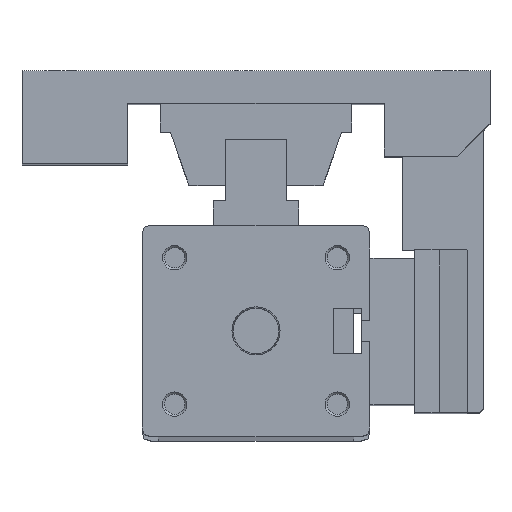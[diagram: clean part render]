
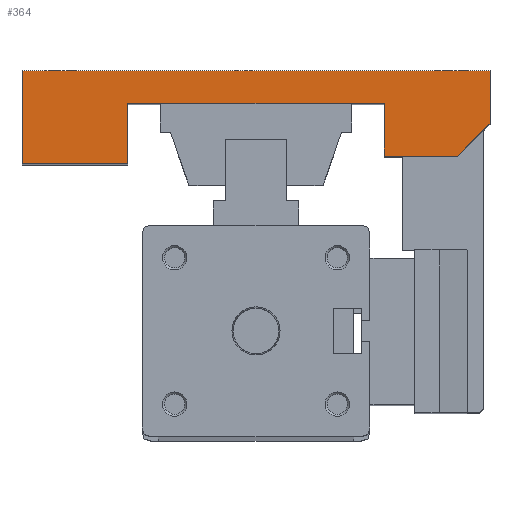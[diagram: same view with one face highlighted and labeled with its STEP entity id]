
A CAD part, top view. The second image highlights one B-rep face of the part: STEP entity #364.
In plain terms, the highlighted planar face has unit normal (0, 0, 1).
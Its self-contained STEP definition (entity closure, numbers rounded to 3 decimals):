
#364 = ADVANCED_FACE( '', ( #861 ), #862, .T. );
#861 = FACE_OUTER_BOUND( '', #1400, .T. );
#862 = PLANE( '', #1401 );
#1400 = EDGE_LOOP( '', ( #2884, #2885, #2886, #2887, #2888, #2889, #2890, #2891, #2892 ) );
#1401 = AXIS2_PLACEMENT_3D( '', #2893, #2894, #2895 );
#2884 = ORIENTED_EDGE( '', *, *, #3588, .T. );
#2885 = ORIENTED_EDGE( '', *, *, #3589, .T. );
#2886 = ORIENTED_EDGE( '', *, *, #3590, .T. );
#2887 = ORIENTED_EDGE( '', *, *, #3591, .T. );
#2888 = ORIENTED_EDGE( '', *, *, #3592, .T. );
#2889 = ORIENTED_EDGE( '', *, *, #3593, .T. );
#2890 = ORIENTED_EDGE( '', *, *, #3594, .T. );
#2891 = ORIENTED_EDGE( '', *, *, #3595, .T. );
#2892 = ORIENTED_EDGE( '', *, *, #3596, .T. );
#2893 = CARTESIAN_POINT( '', ( 0., 0., 95. ) );
#2894 = DIRECTION( '', ( 0., 0., 1. ) );
#2895 = DIRECTION( '', ( 1., 0., 0. ) );
#3588 = EDGE_CURVE( '', #4395, #4396, #4397, .T. );
#3589 = EDGE_CURVE( '', #4396, #4398, #4399, .T. );
#3590 = EDGE_CURVE( '', #4398, #4400, #4401, .T. );
#3591 = EDGE_CURVE( '', #4400, #4402, #4403, .T. );
#3592 = EDGE_CURVE( '', #4402, #4404, #4405, .T. );
#3593 = EDGE_CURVE( '', #4404, #4406, #4407, .T. );
#3594 = EDGE_CURVE( '', #4406, #4408, #4409, .T. );
#3595 = EDGE_CURVE( '', #4408, #4410, #4411, .T. );
#3596 = EDGE_CURVE( '', #4410, #4395, #4412, .T. );
#4395 = VERTEX_POINT( '', #5592 );
#4396 = VERTEX_POINT( '', #5593 );
#4397 = LINE( '', #5594, #5595 );
#4398 = VERTEX_POINT( '', #5596 );
#4399 = LINE( '', #5597, #5598 );
#4400 = VERTEX_POINT( '', #5599 );
#4401 = LINE( '', #5600, #5601 );
#4402 = VERTEX_POINT( '', #5602 );
#4403 = LINE( '', #5603, #5604 );
#4404 = VERTEX_POINT( '', #5605 );
#4405 = LINE( '', #5606, #5607 );
#4406 = VERTEX_POINT( '', #5608 );
#4407 = LINE( '', #5609, #5610 );
#4408 = VERTEX_POINT( '', #5611 );
#4409 = LINE( '', #5612, #5613 );
#4410 = VERTEX_POINT( '', #5614 );
#4411 = LINE( '', #5615, #5616 );
#4412 = LINE( '', #5617, #5618 );
#5592 = CARTESIAN_POINT( '', ( -57.5, 64., 95. ) );
#5593 = CARTESIAN_POINT( '', ( -57.5, 41.11, 95. ) );
#5594 = CARTESIAN_POINT( '', ( -57.5, 64., 95. ) );
#5595 = VECTOR( '', #6374, 1000. );
#5596 = CARTESIAN_POINT( '', ( -31.5, 41.11, 95. ) );
#5597 = CARTESIAN_POINT( '', ( -57.5, 41.11, 95. ) );
#5598 = VECTOR( '', #6375, 1000. );
#5599 = CARTESIAN_POINT( '', ( -31.5, 56., 95. ) );
#5600 = CARTESIAN_POINT( '', ( -31.5, 41.11, 95. ) );
#5601 = VECTOR( '', #6376, 1000. );
#5602 = CARTESIAN_POINT( '', ( 31.5, 56., 95. ) );
#5603 = CARTESIAN_POINT( '', ( -31.5, 56., 95. ) );
#5604 = VECTOR( '', #6377, 1000. );
#5605 = CARTESIAN_POINT( '', ( 31.5, 43., 95. ) );
#5606 = CARTESIAN_POINT( '', ( 31.5, 56., 95. ) );
#5607 = VECTOR( '', #6378, 1000. );
#5608 = CARTESIAN_POINT( '', ( 49.5, 43., 95. ) );
#5609 = CARTESIAN_POINT( '', ( 31.5, 43., 95. ) );
#5610 = VECTOR( '', #6379, 1000. );
#5611 = CARTESIAN_POINT( '', ( 57.5, 51., 95. ) );
#5612 = CARTESIAN_POINT( '', ( 49.5, 43., 95. ) );
#5613 = VECTOR( '', #6380, 1000. );
#5614 = CARTESIAN_POINT( '', ( 57.5, 64., 95. ) );
#5615 = CARTESIAN_POINT( '', ( 57.5, 51., 95. ) );
#5616 = VECTOR( '', #6381, 1000. );
#5617 = CARTESIAN_POINT( '', ( 57.5, 64., 95. ) );
#5618 = VECTOR( '', #6382, 1000. );
#6374 = DIRECTION( '', ( 0., -1., 0. ) );
#6375 = DIRECTION( '', ( 1., 0., 0. ) );
#6376 = DIRECTION( '', ( 0., 1., 0. ) );
#6377 = DIRECTION( '', ( 1., 0., 0. ) );
#6378 = DIRECTION( '', ( 0., -1., 0. ) );
#6379 = DIRECTION( '', ( 1., 0., 0. ) );
#6380 = DIRECTION( '', ( 0.707, 0.707, 0. ) );
#6381 = DIRECTION( '', ( 0., 1., 0. ) );
#6382 = DIRECTION( '', ( -1., 0., 0. ) );
